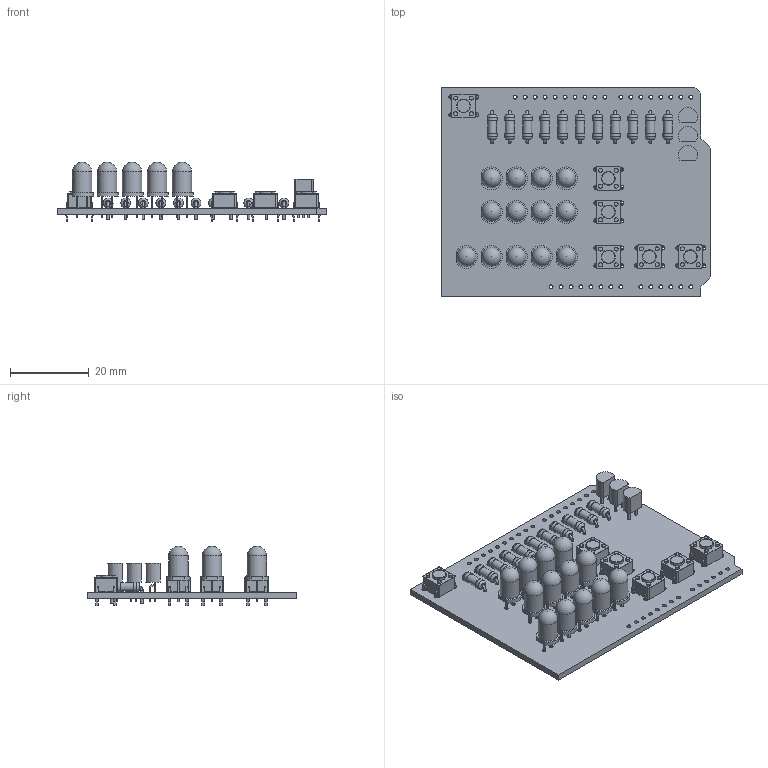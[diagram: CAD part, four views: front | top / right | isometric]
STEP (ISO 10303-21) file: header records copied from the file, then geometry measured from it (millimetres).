
FILE_DESCRIPTION(('KiCad electronic assembly'),'2;1');
FILE_NAME('BinaryCalculator.step','2019-06-19T22:56:10',('An Author'),( 'A Company'),'Open CASCADE STEP processor 6.9', 'KiCad to STEP converter','Unknown');
FILE_SCHEMA(('AUTOMOTIVE_DESIGN { 1 0 10303 214 1 1 1 1 }'));
Length unit declared in the file: millimetre
Products named in the file (13): Open CASCADE STEP translator 6.9 1; SW_PUSH_6mm; SOLID; Socket_header_Arduino_1x08; Socket_header_Arduino_1x06; Socket_header_Arduino_1x10; LED_D5.0mm; TO-92; R_Axial_DIN0207_L6.3mm_D2.5mm_P7.62mm_Horizontal; COMPOUND
Assembly tree (42 placements, depth 3):
  Open CASCADE STEP translator 6.9 1
    SW_PUSH_6mm  x6
      SOLID
    Socket_header_Arduino_1x08  x2
    Socket_header_Arduino_1x06
    Socket_header_Arduino_1x10
    LED_D5.0mm  x13
      SOLID
    TO-92  x3
      SOLID
    R_Axial_DIN0207_L6.3mm_D2.5mm_P7.62mm_Horizontal  x11
      SOLID
    COMPOUND
Bounding box: 68.58 x 53.34 x 15.1 mm (x, y, z)
Volume: 9069.8 mm3; surface area: 12768.9 mm2
Topology: 34 solids, 34 shells, 1196 faces, 2898 edges, 1879 vertices
Faces by surface type: plane 690, cylinder 443, torus 50, sphere 13
Full cylindrical faces by diameter (mm): 0.6 x22, 0.75 x9, 0.8 x22, 0.9 x26, 1 x24, 1.016 x32, 1.1 x24, 2.25 x11, 2.5 x22, 3.5 x6, 4.9 x13
Entity records: 22220 total; most frequent: CARTESIAN_POINT 4698, DIRECTION 3184, LINE 1606, VECTOR 1606, ORIENTED_EDGE 1508, PCURVE 1508, DEFINITIONAL_REPRESENTATION 1508, EDGE_CURVE 754
